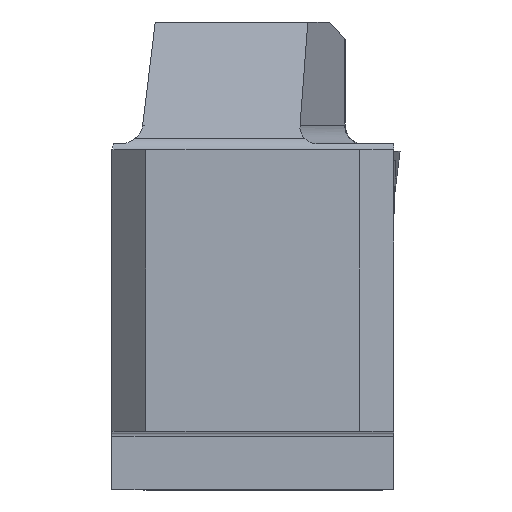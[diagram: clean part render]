
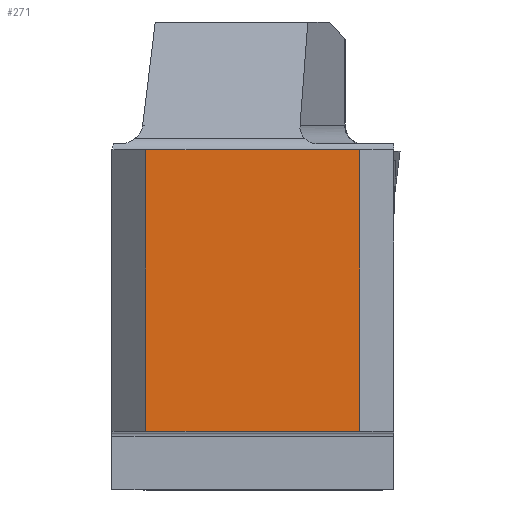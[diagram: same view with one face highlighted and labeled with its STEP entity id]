
A CAD part, top view. The second image highlights one B-rep face of the part: STEP entity #271.
In plain terms, the highlighted planar face has unit normal (0, 0, 1).
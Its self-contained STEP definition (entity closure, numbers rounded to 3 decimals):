
#271=ADVANCED_FACE('CU_BACK_SU1',(#447),#382,.F.);
#382=PLANE('',#2232);
#447=FACE_OUTER_BOUND('',#551,.T.);
#551=EDGE_LOOP('',(#791,#792,#793,#794));
#791=ORIENTED_EDGE('',*,*,#1562,.F.);
#792=ORIENTED_EDGE('',*,*,#1563,.F.);
#793=ORIENTED_EDGE('',*,*,#1564,.T.);
#794=ORIENTED_EDGE('',*,*,#1565,.T.);
#1357=VERTEX_POINT('',#3150);
#1358=VERTEX_POINT('',#3151);
#1359=VERTEX_POINT('',#3153);
#1360=VERTEX_POINT('',#3155);
#1562=EDGE_CURVE('',#1357,#1358,#1837,.T.);
#1563=EDGE_CURVE('',#1359,#1357,#1838,.T.);
#1564=EDGE_CURVE('',#1359,#1360,#1839,.T.);
#1565=EDGE_CURVE('',#1360,#1358,#1840,.T.);
#1837=LINE('',#3149,#2005);
#1838=LINE('',#3152,#2006);
#1839=LINE('',#3154,#2007);
#1840=LINE('',#3156,#2008);
#2005=VECTOR('',#2517,1.);
#2006=VECTOR('',#2518,1.);
#2007=VECTOR('',#2519,1.);
#2008=VECTOR('',#2520,1.);
#2232=AXIS2_PLACEMENT_3D('',#3157,#2521,#2522);
#2517=DIRECTION('',(0.,-1.,0.));
#2518=DIRECTION('',(1.,0.,0.));
#2519=DIRECTION('',(0.,-1.,0.));
#2520=DIRECTION('',(1.,0.,0.));
#2521=DIRECTION('',(0.,0.,-1.));
#2522=DIRECTION('',(1.,0.,0.));
#3149=CARTESIAN_POINT('',(21.925,0.,0.));
#3150=CARTESIAN_POINT('',(21.925,24.925,0.));
#3151=CARTESIAN_POINT('',(21.925,0.,0.));
#3152=CARTESIAN_POINT('',(110.,24.925,0.));
#3153=CARTESIAN_POINT('',(3.,24.925,0.));
#3154=CARTESIAN_POINT('',(3.,0.,0.));
#3155=CARTESIAN_POINT('',(3.,0.,0.));
#3156=CARTESIAN_POINT('',(110.,0.,0.));
#3157=CARTESIAN_POINT('',(-13.852,36.385,0.));
